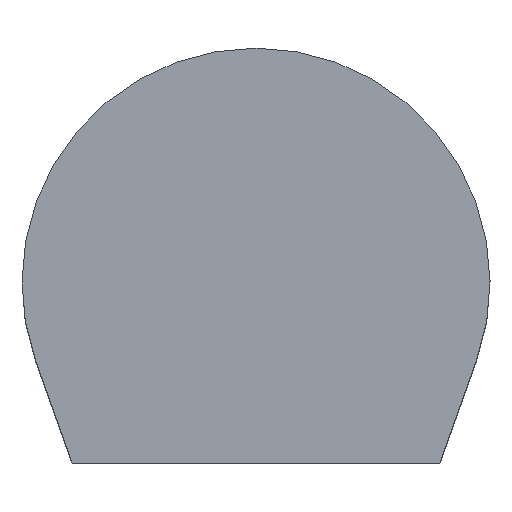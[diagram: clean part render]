
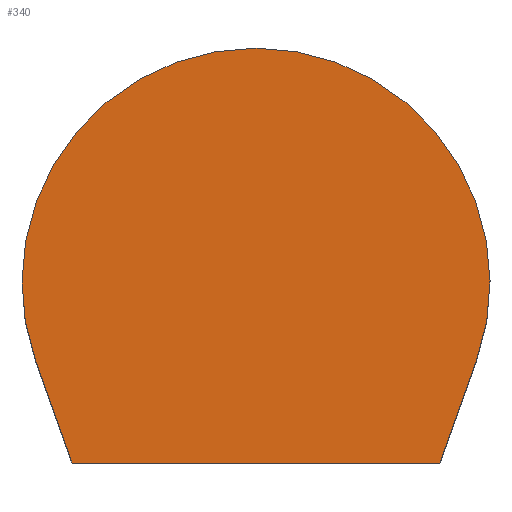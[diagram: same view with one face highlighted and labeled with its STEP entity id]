
A CAD part, top view. The second image highlights one B-rep face of the part: STEP entity #340.
In plain terms, the highlighted planar face has unit normal (0, 0, 1).
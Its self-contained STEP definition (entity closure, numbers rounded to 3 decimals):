
#24 = VERTEX_POINT('',#25);
#25 = CARTESIAN_POINT('',(2.157,0.,7.6));
#32 = CYLINDRICAL_SURFACE('',#33,2.29);
#33 = AXIS2_PLACEMENT_3D('',#34,#35,#36);
#34 = CARTESIAN_POINT('',(0.,0.77,3.));
#35 = DIRECTION('',(-0.,-0.,-1.));
#36 = DIRECTION('',(1.,0.,0.));
#44 = PLANE('',#45);
#45 = AXIS2_PLACEMENT_3D('',#46,#47,#48);
#46 = CARTESIAN_POINT('',(1.8,-1.,3.));
#47 = DIRECTION('',(-0.942,0.336,0.));
#48 = DIRECTION('',(0.336,0.942,0.));
#56 = EDGE_CURVE('',#24,#57,#59,.T.);
#57 = VERTEX_POINT('',#58);
#58 = CARTESIAN_POINT('',(-2.157,0.,7.6));
#59 = SURFACE_CURVE('',#60,(#65,#72),.PCURVE_S1.);
#60 = CIRCLE('',#61,2.29);
#61 = AXIS2_PLACEMENT_3D('',#62,#63,#64);
#62 = CARTESIAN_POINT('',(0.,0.77,7.6));
#63 = DIRECTION('',(0.,0.,1.));
#64 = DIRECTION('',(1.,0.,0.));
#65 = PCURVE('',#32,#66);
#66 = DEFINITIONAL_REPRESENTATION('',(#67),#71);
#67 = LINE('',#68,#69);
#68 = CARTESIAN_POINT('',(-0.,-4.6));
#69 = VECTOR('',#70,1.);
#70 = DIRECTION('',(-1.,0.));
#71 = ( GEOMETRIC_REPRESENTATION_CONTEXT(2) 
PARAMETRIC_REPRESENTATION_CONTEXT() REPRESENTATION_CONTEXT('2D SPACE',''
  ) );
#72 = PCURVE('',#73,#78);
#73 = PLANE('',#74);
#74 = AXIS2_PLACEMENT_3D('',#75,#76,#77);
#75 = CARTESIAN_POINT('',(0.,0.688,7.6));
#76 = DIRECTION('',(0.,0.,1.));
#77 = DIRECTION('',(1.,0.,0.));
#78 = DEFINITIONAL_REPRESENTATION('',(#79),#83);
#79 = CIRCLE('',#80,2.29);
#80 = AXIS2_PLACEMENT_2D('',#81,#82);
#81 = CARTESIAN_POINT('',(0.,0.081));
#82 = DIRECTION('',(1.,0.));
#83 = ( GEOMETRIC_REPRESENTATION_CONTEXT(2) 
PARAMETRIC_REPRESENTATION_CONTEXT() REPRESENTATION_CONTEXT('2D SPACE',''
  ) );
#101 = PLANE('',#102);
#102 = AXIS2_PLACEMENT_3D('',#103,#104,#105);
#103 = CARTESIAN_POINT('',(-2.157,0.,3.));
#104 = DIRECTION('',(0.942,0.336,0.));
#105 = DIRECTION('',(0.336,-0.942,0.));
#144 = EDGE_CURVE('',#57,#145,#147,.T.);
#145 = VERTEX_POINT('',#146);
#146 = CARTESIAN_POINT('',(-1.8,-1.,7.6));
#147 = SURFACE_CURVE('',#148,(#152,#159),.PCURVE_S1.);
#148 = LINE('',#149,#150);
#149 = CARTESIAN_POINT('',(-2.157,0.,7.6));
#150 = VECTOR('',#151,1.);
#151 = DIRECTION('',(0.336,-0.942,0.));
#152 = PCURVE('',#101,#153);
#153 = DEFINITIONAL_REPRESENTATION('',(#154),#158);
#154 = LINE('',#155,#156);
#155 = CARTESIAN_POINT('',(0.,-4.6));
#156 = VECTOR('',#157,1.);
#157 = DIRECTION('',(1.,0.));
#158 = ( GEOMETRIC_REPRESENTATION_CONTEXT(2) 
PARAMETRIC_REPRESENTATION_CONTEXT() REPRESENTATION_CONTEXT('2D SPACE',''
  ) );
#159 = PCURVE('',#73,#160);
#160 = DEFINITIONAL_REPRESENTATION('',(#161),#165);
#161 = LINE('',#162,#163);
#162 = CARTESIAN_POINT('',(-2.157,-0.688));
#163 = VECTOR('',#164,1.);
#164 = DIRECTION('',(0.336,-0.942));
#165 = ( GEOMETRIC_REPRESENTATION_CONTEXT(2) 
PARAMETRIC_REPRESENTATION_CONTEXT() REPRESENTATION_CONTEXT('2D SPACE',''
  ) );
#183 = PLANE('',#184);
#184 = AXIS2_PLACEMENT_3D('',#185,#186,#187);
#185 = CARTESIAN_POINT('',(-1.8,-1.,3.));
#186 = DIRECTION('',(0.,1.,0.));
#187 = DIRECTION('',(1.,0.,0.));
#220 = EDGE_CURVE('',#145,#221,#223,.T.);
#221 = VERTEX_POINT('',#222);
#222 = CARTESIAN_POINT('',(1.8,-1.,7.6));
#223 = SURFACE_CURVE('',#224,(#228,#235),.PCURVE_S1.);
#224 = LINE('',#225,#226);
#225 = CARTESIAN_POINT('',(-1.8,-1.,7.6));
#226 = VECTOR('',#227,1.);
#227 = DIRECTION('',(1.,0.,0.));
#228 = PCURVE('',#183,#229);
#229 = DEFINITIONAL_REPRESENTATION('',(#230),#234);
#230 = LINE('',#231,#232);
#231 = CARTESIAN_POINT('',(0.,-4.6));
#232 = VECTOR('',#233,1.);
#233 = DIRECTION('',(1.,0.));
#234 = ( GEOMETRIC_REPRESENTATION_CONTEXT(2) 
PARAMETRIC_REPRESENTATION_CONTEXT() REPRESENTATION_CONTEXT('2D SPACE',''
  ) );
#235 = PCURVE('',#73,#236);
#236 = DEFINITIONAL_REPRESENTATION('',(#237),#241);
#237 = LINE('',#238,#239);
#238 = CARTESIAN_POINT('',(-1.8,-1.688));
#239 = VECTOR('',#240,1.);
#240 = DIRECTION('',(1.,0.));
#241 = ( GEOMETRIC_REPRESENTATION_CONTEXT(2) 
PARAMETRIC_REPRESENTATION_CONTEXT() REPRESENTATION_CONTEXT('2D SPACE',''
  ) );
#291 = EDGE_CURVE('',#221,#24,#292,.T.);
#292 = SURFACE_CURVE('',#293,(#297,#304),.PCURVE_S1.);
#293 = LINE('',#294,#295);
#294 = CARTESIAN_POINT('',(1.8,-1.,7.6));
#295 = VECTOR('',#296,1.);
#296 = DIRECTION('',(0.336,0.942,0.));
#297 = PCURVE('',#44,#298);
#298 = DEFINITIONAL_REPRESENTATION('',(#299),#303);
#299 = LINE('',#300,#301);
#300 = CARTESIAN_POINT('',(0.,-4.6));
#301 = VECTOR('',#302,1.);
#302 = DIRECTION('',(1.,0.));
#303 = ( GEOMETRIC_REPRESENTATION_CONTEXT(2) 
PARAMETRIC_REPRESENTATION_CONTEXT() REPRESENTATION_CONTEXT('2D SPACE',''
  ) );
#304 = PCURVE('',#73,#305);
#305 = DEFINITIONAL_REPRESENTATION('',(#306),#310);
#306 = LINE('',#307,#308);
#307 = CARTESIAN_POINT('',(1.8,-1.688));
#308 = VECTOR('',#309,1.);
#309 = DIRECTION('',(0.336,0.942));
#310 = ( GEOMETRIC_REPRESENTATION_CONTEXT(2) 
PARAMETRIC_REPRESENTATION_CONTEXT() REPRESENTATION_CONTEXT('2D SPACE',''
  ) );
#340 = ADVANCED_FACE('',(#341),#73,.T.);
#341 = FACE_BOUND('',#342,.T.);
#342 = EDGE_LOOP('',(#343,#344,#345,#346));
#343 = ORIENTED_EDGE('',*,*,#56,.T.);
#344 = ORIENTED_EDGE('',*,*,#144,.T.);
#345 = ORIENTED_EDGE('',*,*,#220,.T.);
#346 = ORIENTED_EDGE('',*,*,#291,.T.);
